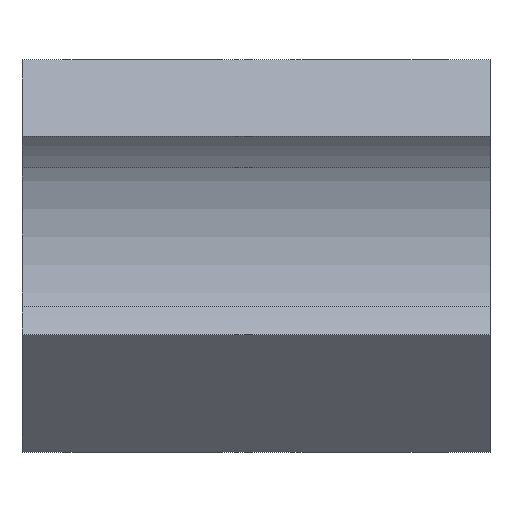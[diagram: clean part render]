
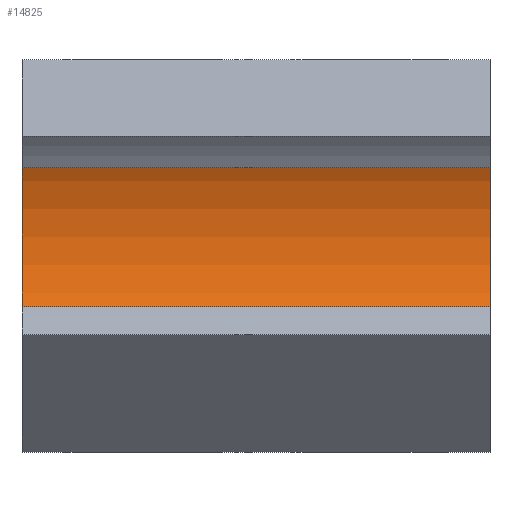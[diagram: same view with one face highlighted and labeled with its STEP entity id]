
A CAD part, front view. The second image highlights one B-rep face of the part: STEP entity #14825.
In plain terms, the highlighted cylindrical face has radius 14 mm (diameter 28 mm), a partial arc.
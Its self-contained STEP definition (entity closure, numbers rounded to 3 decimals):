
#17=CYLINDRICAL_SURFACE('',#15327,14.);
#29=CIRCLE('',#15302,14.);
#35=CIRCLE('',#15328,14.);
#1688=FACE_OUTER_BOUND('',#2512,.T.);
#2512=EDGE_LOOP('',(#12714,#12715,#12716,#12717));
#3919=LINE('',#25668,#5370);
#3921=LINE('',#25673,#5372);
#5370=VECTOR('',#17614,10.);
#5372=VECTOR('',#17618,10.);
#6735=VERTEX_POINT('',#25321);
#6736=VERTEX_POINT('',#25323);
#6756=VERTEX_POINT('',#25666);
#6758=VERTEX_POINT('',#25671);
#8731=EDGE_CURVE('',#6735,#6736,#29,.T.);
#8757=EDGE_CURVE('',#6756,#6736,#3919,.T.);
#8759=EDGE_CURVE('',#6735,#6758,#3921,.T.);
#8765=EDGE_CURVE('',#6756,#6758,#35,.T.);
#12714=ORIENTED_EDGE('',*,*,#8757,.T.);
#12715=ORIENTED_EDGE('',*,*,#8731,.F.);
#12716=ORIENTED_EDGE('',*,*,#8759,.T.);
#12717=ORIENTED_EDGE('',*,*,#8765,.F.);
#14825=ADVANCED_FACE('',(#1688),#17,.F.);
#15302=AXIS2_PLACEMENT_3D('',#25324,#17561,#17562);
#15327=AXIS2_PLACEMENT_3D('',#25683,#17629,#17630);
#15328=AXIS2_PLACEMENT_3D('',#25684,#17631,#17632);
#17561=DIRECTION('center_axis',(1.,0.,0.));
#17562=DIRECTION('ref_axis',(0.,0.,1.));
#17614=DIRECTION('',(-1.,0.,0.));
#17618=DIRECTION('',(1.,0.,0.));
#17629=DIRECTION('center_axis',(-1.,0.,0.));
#17630=DIRECTION('ref_axis',(0.,0.,1.));
#17631=DIRECTION('center_axis',(-1.,0.,0.));
#17632=DIRECTION('ref_axis',(0.,0.,1.));
#25321=CARTESIAN_POINT('',(-18.5,-9.085,10.503));
#25323=CARTESIAN_POINT('',(-18.5,-9.085,23.497));
#25324=CARTESIAN_POINT('Origin',(-18.5,-21.486,17.));
#25666=CARTESIAN_POINT('',(18.5,-9.085,23.497));
#25668=CARTESIAN_POINT('',(40.526,-9.085,23.497));
#25671=CARTESIAN_POINT('',(18.5,-9.085,10.503));
#25673=CARTESIAN_POINT('',(40.526,-9.085,10.503));
#25683=CARTESIAN_POINT('Origin',(40.526,-21.486,17.));
#25684=CARTESIAN_POINT('Origin',(18.5,-21.486,17.));
